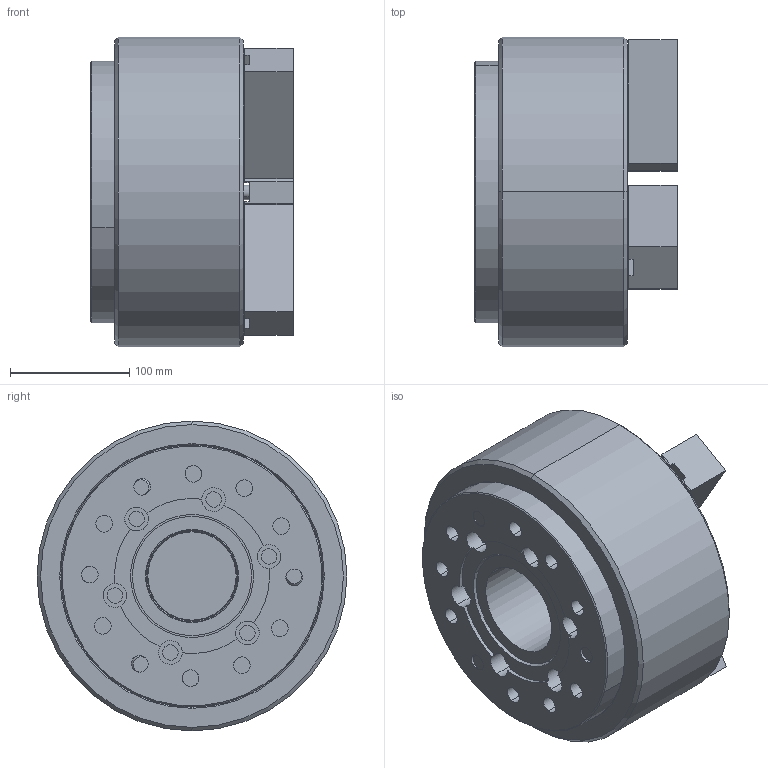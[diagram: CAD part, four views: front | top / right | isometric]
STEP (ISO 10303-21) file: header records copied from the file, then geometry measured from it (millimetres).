
FILE_DESCRIPTION (( 'STEP AP203' ), '1' );
FILE_NAME ('CF-3L-210A6.STEP', '2019-12-19T07:38:17', ( 'temp' ), ( '' ), 'SwSTEP 2.0', 'SolidWorks 2016', '' );
FILE_SCHEMA (( 'CONFIG_CONTROL_DESIGN' ));
Length unit declared in the file: millimetre
Products named in the file (10): CF-3L-210A6; CF-2L-210-02000; CF-3L-210-06000; CF-3L-210-08000; SJ-10; 圓頭內六角螺栓_M16x110; 半圓頭六角孔螺栓_M4x10; 圓頭內六角螺栓_M12x30; 3L-10-13000-A6法蘭; CF-3L-210-01000
Assembly tree (20 placements, depth 2):
  CF-3L-210A6
    CF-3L-210-01000
    CF-2L-210-02000
    CF-3L-210-06000
    CF-3L-210-08000
    SJ-10  x3
    圓頭內六角螺栓_M16x110  x3
    半圓頭六角孔螺栓_M4x10  x3
    圓頭內六角螺栓_M12x30  x6
    3L-10-13000-A6法蘭
Bounding box: 170 x 260 x 260 mm (x, y, z)
Volume: 5961309.8 mm3; surface area: 594532.2 mm2
Topology: 20 solids, 20 shells, 2403 faces, 6825 edges, 4466 vertices
Faces by surface type: plane 1587, cylinder 665, cone 139, torus 12
Entity records: 31735 total; most frequent: CARTESIAN_POINT 6325, ORIENTED_EDGE 5286, DIRECTION 4757, EDGE_CURVE 2643, VECTOR 1831, LINE 1831, VERTEX_POINT 1735, AXIS2_PLACEMENT_3D 1463
